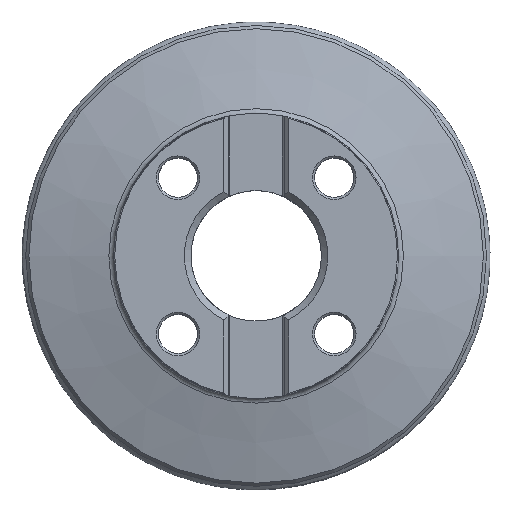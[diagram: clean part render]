
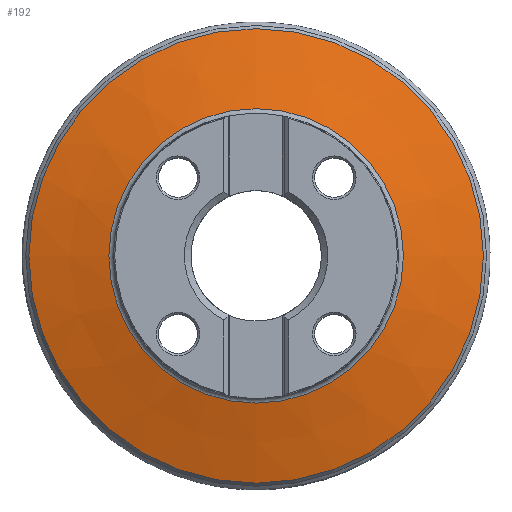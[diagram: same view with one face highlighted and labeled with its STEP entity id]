
A CAD part, top view. The second image highlights one B-rep face of the part: STEP entity #192.
In plain terms, the highlighted conical face has half-angle 74.379 degrees and reference radius 104.472 mm.
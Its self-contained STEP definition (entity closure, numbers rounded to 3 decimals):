
#108=CONICAL_SURFACE('',#1170,104.472,74.379);
#192=ADVANCED_FACE('S9',(#326,#327),#108,.T.);
#326=FACE_BOUND('',#413,.T.);
#327=FACE_BOUND('',#414,.T.);
#413=EDGE_LOOP('',(#550));
#414=EDGE_LOOP('',(#551));
#550=ORIENTED_EDGE('',*,*,#840,.T.);
#551=ORIENTED_EDGE('',*,*,#841,.F.);
#752=VERTEX_POINT('',#1804);
#753=VERTEX_POINT('',#1806);
#840=EDGE_CURVE('',#752,#752,#913,.T.);
#841=EDGE_CURVE('',#753,#753,#914,.T.);
#913=CIRCLE('',#1168,67.692);
#914=CIRCLE('',#1169,104.472);
#1168=AXIS2_PLACEMENT_3D('',#1803,#1372,#1373);
#1169=AXIS2_PLACEMENT_3D('',#1805,#1374,#1375);
#1170=AXIS2_PLACEMENT_3D('',#1807,#1376,#1377);
#1372=DIRECTION('',(0.,0.,-1.));
#1373=DIRECTION('',(-1.,0.,0.));
#1374=DIRECTION('',(0.,0.,-1.));
#1375=DIRECTION('',(-1.,0.,0.));
#1376=DIRECTION('',(0.,0.,-1.));
#1377=DIRECTION('',(-1.,0.,0.));
#1803=CARTESIAN_POINT('',(0.,0.,-22.613));
#1804=CARTESIAN_POINT('',(-67.692,0.,-22.613));
#1805=CARTESIAN_POINT('',(0.,0.,-32.896));
#1806=CARTESIAN_POINT('',(-104.472,0.,-32.896));
#1807=CARTESIAN_POINT('',(0.,0.,-32.896));
